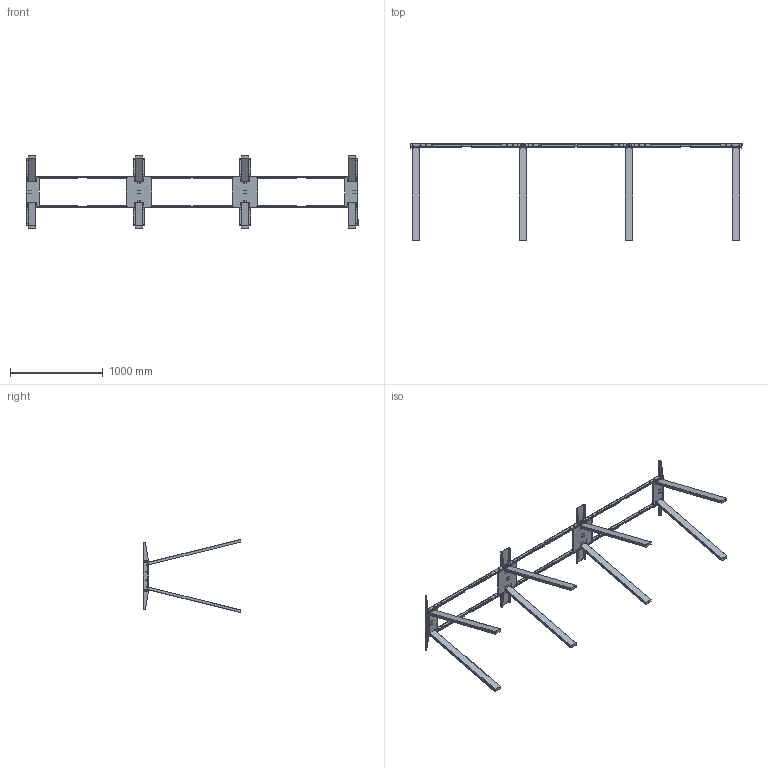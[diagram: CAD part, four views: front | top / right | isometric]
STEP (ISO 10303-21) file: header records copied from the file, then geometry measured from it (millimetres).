
FILE_DESCRIPTION (( 'STEP AP203' ), '1' );
FILE_NAME ('V-4 Aero Flex_höjd 1050_50553x+50563x.STEP', '2019-03-29T13:50:07', ( '' ), ( '' ), 'SwSTEP 2.0', 'SolidWorks 2017', '' );
FILE_SCHEMA (( 'CONFIG_CONTROL_DESIGN' ));
Products named in the file (1): V-4 Aero Flex_h鐱d 1050_50553x+50563x
Bounding box: 3578 x 1050.03 x 790.88 mm (x, y, z)
Surface area: 4875930.9 mm2 (no closed solid volume)
Topology: 0 solids, 346 shells, 1348 faces, 4978 edges, 3926 vertices
Faces by surface type: plane 624, cylinder 542, cone 118, bspline 64
Entity records: 54772 total; most frequent: CARTESIAN_POINT 11981, DIRECTION 9222, ORIENTED_EDGE 6950, EDGE_CURVE 4970, VERTEX_POINT 3926, AXIS2_PLACEMENT_3D 3295, VECTOR 2632, LINE 2632
